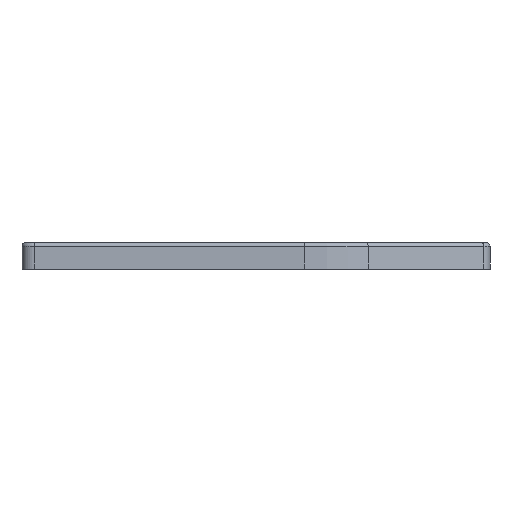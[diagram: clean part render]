
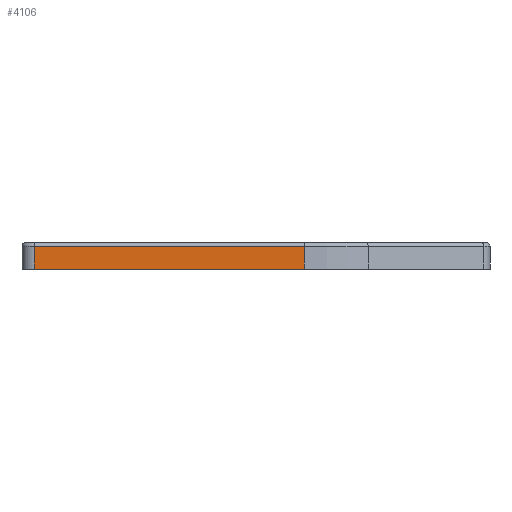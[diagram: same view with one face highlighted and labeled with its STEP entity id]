
A CAD part, left-side view. The second image highlights one B-rep face of the part: STEP entity #4106.
In plain terms, the highlighted planar face has unit normal (-1, 0, 0).
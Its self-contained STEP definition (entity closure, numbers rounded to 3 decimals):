
#168=PLANE('',#4411);
#362=FACE_OUTER_BOUND('',#631,.T.);
#631=EDGE_LOOP('',(#3170,#3171,#3172,#3173));
#856=LINE('',#5771,#1336);
#1012=LINE('',#6213,#1492);
#1021=LINE('',#6247,#1501);
#1022=LINE('',#6249,#1502);
#1336=VECTOR('',#4647,10.);
#1492=VECTOR('',#4959,10.);
#1501=VECTOR('',#5002,10.);
#1502=VECTOR('',#5005,10.);
#1912=VERTEX_POINT('',#5767);
#1914=VERTEX_POINT('',#5770);
#2095=VERTEX_POINT('',#6204);
#2097=VERTEX_POINT('',#6210);
#2293=EDGE_CURVE('',#1914,#1912,#856,.T.);
#2502=EDGE_CURVE('',#2095,#2097,#1012,.T.);
#2521=EDGE_CURVE('',#1914,#2097,#1021,.T.);
#2522=EDGE_CURVE('',#2095,#1912,#1022,.T.);
#3170=ORIENTED_EDGE('',*,*,#2502,.T.);
#3171=ORIENTED_EDGE('',*,*,#2521,.F.);
#3172=ORIENTED_EDGE('',*,*,#2293,.T.);
#3173=ORIENTED_EDGE('',*,*,#2522,.F.);
#4106=ADVANCED_FACE('',(#362),#168,.T.);
#4411=AXIS2_PLACEMENT_3D('',#6248,#5003,#5004);
#4647=DIRECTION('',(0.,-1.,0.));
#4959=DIRECTION('',(0.,1.,0.));
#5002=DIRECTION('',(0.,0.,1.));
#5003=DIRECTION('center_axis',(-1.,0.,0.));
#5004=DIRECTION('ref_axis',(0.,-1.,0.));
#5005=DIRECTION('',(0.,0.,-1.));
#5767=CARTESIAN_POINT('',(-167.64,-90.364,11.091));
#5770=CARTESIAN_POINT('',(-167.64,-13.806,11.091));
#5771=CARTESIAN_POINT('',(-167.64,-45.218,11.091));
#6204=CARTESIAN_POINT('',(-167.64,-90.364,17.591));
#6210=CARTESIAN_POINT('',(-167.64,-13.806,17.591));
#6213=CARTESIAN_POINT('',(-167.64,-45.218,17.591));
#6247=CARTESIAN_POINT('',(-167.64,-13.806,11.841));
#6248=CARTESIAN_POINT('Origin',(-167.64,-13.804,12.591));
#6249=CARTESIAN_POINT('',(-167.64,-90.364,11.841));
